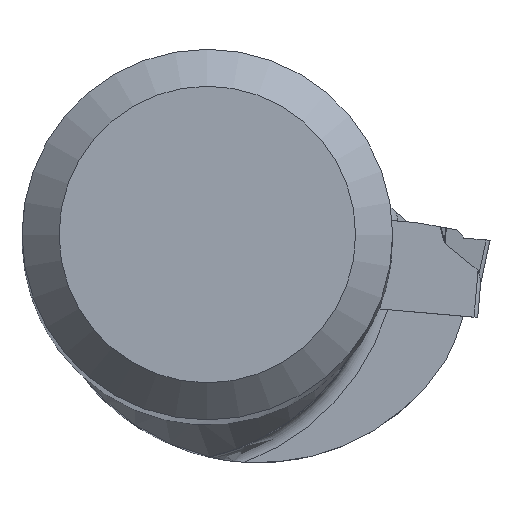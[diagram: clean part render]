
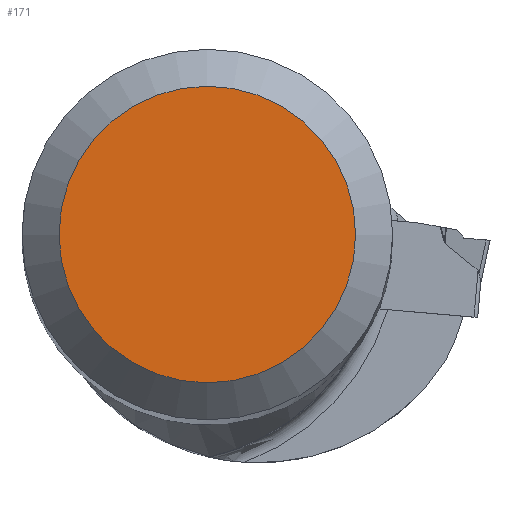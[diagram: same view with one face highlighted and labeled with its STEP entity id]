
A CAD part, top view. The second image highlights one B-rep face of the part: STEP entity #171.
In plain terms, the highlighted planar face has unit normal (0, 0, 1).
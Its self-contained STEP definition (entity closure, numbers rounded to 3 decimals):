
#171=ADVANCED_FACE('',(#281),#241,.F.);
#241=PLANE('',#1658);
#281=FACE_OUTER_BOUND('',#361,.T.);
#361=EDGE_LOOP('',(#757));
#444=CIRCLE('',#1657,8.);
#757=ORIENTED_EDGE('',*,*,#1307,.T.);
#1146=VERTEX_POINT('',#2280);
#1307=EDGE_CURVE('',#1146,#1146,#444,.T.);
#1657=AXIS2_PLACEMENT_3D('',#2279,#1813,#1814);
#1658=AXIS2_PLACEMENT_3D('',#2281,#1815,#1816);
#1813=DIRECTION('',(0.,0.,1.));
#1814=DIRECTION('',(0.,1.,0.));
#1815=DIRECTION('',(0.,0.,-1.));
#1816=DIRECTION('',(0.,1.,0.));
#2279=CARTESIAN_POINT('',(0.,0.,0.));
#2280=CARTESIAN_POINT('',(0.,8.,0.));
#2281=CARTESIAN_POINT('',(0.,0.,0.));
